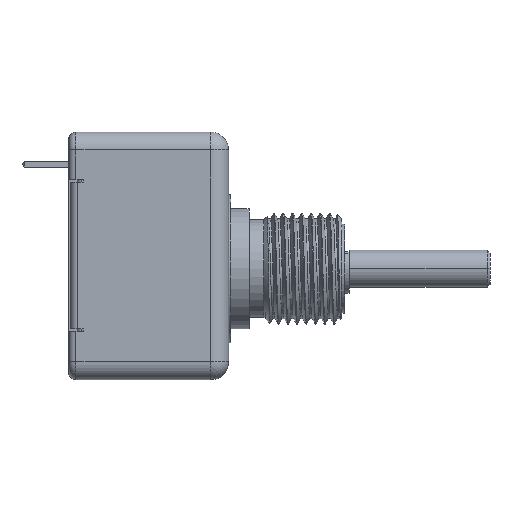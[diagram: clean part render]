
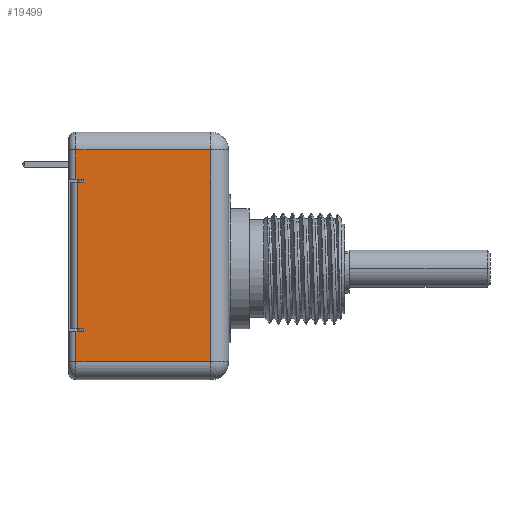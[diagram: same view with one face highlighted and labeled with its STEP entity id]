
A CAD part, top view. The second image highlights one B-rep face of the part: STEP entity #19499.
In plain terms, the highlighted planar face has unit normal (0, 0, 1).
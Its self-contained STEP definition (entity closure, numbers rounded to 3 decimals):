
#4744=DIRECTION('',(0.,1.,0.));
#4745=VECTOR('',#4744,0.254);
#4746=CARTESIAN_POINT('',(-13.741,7.366,7.938));
#4747=LINE('',#4746,#4745);
#4760=DIRECTION('',(0.,1.,0.));
#4761=VECTOR('',#4760,0.254);
#4762=CARTESIAN_POINT('',(-13.741,-5.41,7.938));
#4763=LINE('',#4762,#4761);
#5031=DIRECTION('',(1.,0.,0.));
#5032=VECTOR('',#5031,0.508);
#5033=CARTESIAN_POINT('',(-14.249,7.366,7.938));
#5034=LINE('',#5033,#5032);
#5552=DIRECTION('',(0.,1.,0.));
#5553=VECTOR('',#5552,12.522);
#5554=CARTESIAN_POINT('',(-14.249,-5.156,7.938));
#5555=LINE('',#5554,#5553);
#5556=DIRECTION('',(-1.,0.,0.));
#5557=VECTOR('',#5556,0.635);
#5558=CARTESIAN_POINT('',(-13.741,7.62,7.938));
#5559=LINE('',#5558,#5557);
#5560=DIRECTION('',(-1.,0.,0.));
#5561=VECTOR('',#5560,11.557);
#5562=CARTESIAN_POINT('',(-2.819,-8.001,7.938));
#5563=LINE('',#5562,#5561);
#5615=DIRECTION('',(1.,0.,0.));
#5616=VECTOR('',#5615,0.508);
#5617=CARTESIAN_POINT('',(-14.249,-5.156,7.938));
#5618=LINE('',#5617,#5616);
#5773=DIRECTION('',(0.,1.,0.));
#5774=VECTOR('',#5773,2.54);
#5775=CARTESIAN_POINT('',(-14.376,7.62,7.938));
#5776=LINE('',#5775,#5774);
#5812=DIRECTION('',(-1.,0.,0.));
#5813=VECTOR('',#5812,11.557);
#5814=CARTESIAN_POINT('',(-2.819,10.16,7.938));
#5815=LINE('',#5814,#5813);
#5816=DIRECTION('',(0.,-1.,0.));
#5817=VECTOR('',#5816,18.161);
#5818=CARTESIAN_POINT('',(-2.819,10.16,7.938));
#5819=LINE('',#5818,#5817);
#5834=DIRECTION('',(0.,1.,0.));
#5835=VECTOR('',#5834,2.591);
#5836=CARTESIAN_POINT('',(-14.376,-8.001,7.938));
#5837=LINE('',#5836,#5835);
#5851=DIRECTION('',(-1.,0.,0.));
#5852=VECTOR('',#5851,0.635);
#5853=CARTESIAN_POINT('',(-13.741,-5.41,7.938));
#5854=LINE('',#5853,#5852);
#9610=CARTESIAN_POINT('',(-2.819,10.16,7.938));
#9611=CARTESIAN_POINT('',(-2.819,-8.001,7.938));
#9612=VERTEX_POINT('',#9610);
#9613=VERTEX_POINT('',#9611);
#9636=CARTESIAN_POINT('',(-13.741,-5.41,7.938));
#9638=VERTEX_POINT('',#9636);
#9652=CARTESIAN_POINT('',(-13.741,7.62,7.938));
#9653=VERTEX_POINT('',#9652);
#9676=CARTESIAN_POINT('',(-14.376,-8.001,7.938));
#9677=CARTESIAN_POINT('',(-14.376,-5.41,7.938));
#9678=VERTEX_POINT('',#9676);
#9679=VERTEX_POINT('',#9677);
#9692=CARTESIAN_POINT('',(-14.376,7.62,7.938));
#9694=VERTEX_POINT('',#9692);
#9698=CARTESIAN_POINT('',(-14.376,10.16,7.938));
#9699=VERTEX_POINT('',#9698);
#9776=CARTESIAN_POINT('',(-14.249,-5.156,7.938));
#9777=VERTEX_POINT('',#9776);
#9786=CARTESIAN_POINT('',(-14.249,7.366,7.938));
#9787=VERTEX_POINT('',#9786);
#9800=CARTESIAN_POINT('',(-13.741,-5.156,7.938));
#9801=VERTEX_POINT('',#9800);
#9802=CARTESIAN_POINT('',(-13.741,7.366,7.938));
#9803=VERTEX_POINT('',#9802);
#19472=CARTESIAN_POINT('',(-1.295,-9.525,7.938));
#19473=DIRECTION('',(0.,0.,1.));
#19474=DIRECTION('',(0.,1.,0.));
#19475=AXIS2_PLACEMENT_3D('',#19472,#19473,#19474);
#19476=PLANE('',#19475);
#19477=ORIENTED_EDGE('',*,*,#18465,.T.);
#19479=ORIENTED_EDGE('',*,*,#19478,.F.);
#19481=ORIENTED_EDGE('',*,*,#19480,.T.);
#19482=ORIENTED_EDGE('',*,*,#18775,.T.);
#19483=ORIENTED_EDGE('',*,*,#18457,.T.);
#19485=ORIENTED_EDGE('',*,*,#19484,.T.);
#19487=ORIENTED_EDGE('',*,*,#19486,.T.);
#19489=ORIENTED_EDGE('',*,*,#19488,.F.);
#19491=ORIENTED_EDGE('',*,*,#19490,.T.);
#19492=ORIENTED_EDGE('',*,*,#19464,.T.);
#19494=ORIENTED_EDGE('',*,*,#19493,.T.);
#19496=ORIENTED_EDGE('',*,*,#19495,.F.);
#19497=EDGE_LOOP('',(#19477,#19479,#19481,#19482,#19483,#19485,#19487,#19489,
#19491,#19492,#19494,#19496));
#19498=FACE_OUTER_BOUND('',#19497,.F.);
#19499=ADVANCED_FACE('',(#19498),#19476,.T.);
#18457=EDGE_CURVE('',#9803,#9653,#4747,.T.);
#18465=EDGE_CURVE('',#9638,#9801,#4763,.T.);
#18775=EDGE_CURVE('',#9787,#9803,#5034,.T.);
#19464=EDGE_CURVE('',#9613,#9678,#5563,.T.);
#19478=EDGE_CURVE('',#9777,#9801,#5618,.T.);
#19480=EDGE_CURVE('',#9777,#9787,#5555,.T.);
#19484=EDGE_CURVE('',#9653,#9694,#5559,.T.);
#19486=EDGE_CURVE('',#9694,#9699,#5776,.T.);
#19488=EDGE_CURVE('',#9612,#9699,#5815,.T.);
#19490=EDGE_CURVE('',#9612,#9613,#5819,.T.);
#19493=EDGE_CURVE('',#9678,#9679,#5837,.T.);
#19495=EDGE_CURVE('',#9638,#9679,#5854,.T.);
